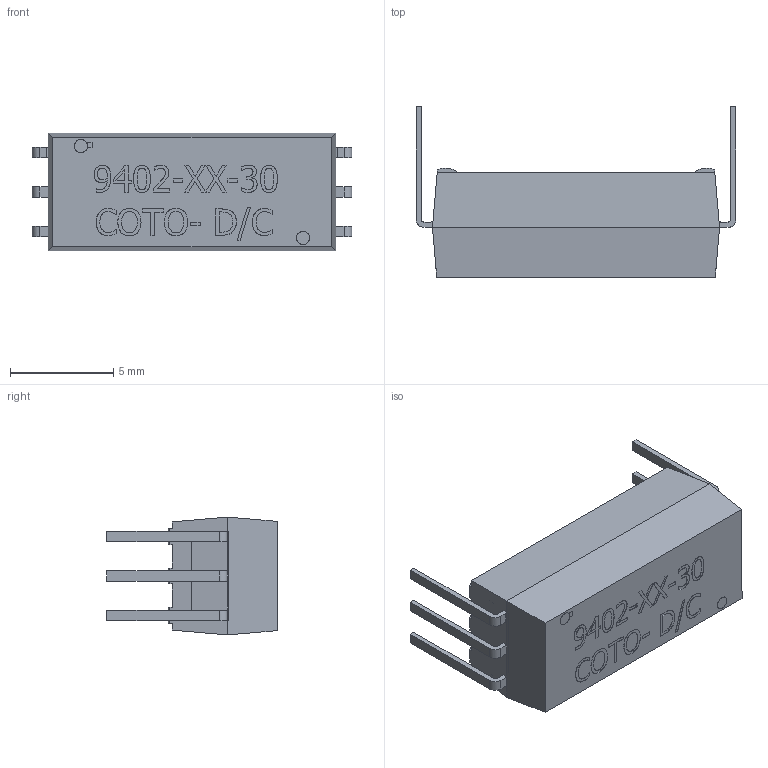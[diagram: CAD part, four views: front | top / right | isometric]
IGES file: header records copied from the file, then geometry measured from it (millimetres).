
Global section: file name: No Iges File Name specified; native system: Autodesk Inventor 2013; preprocessor: AutoDesk Inventor Iges Exporter R2013; author: odafonseca; date: 20130604.160632; units: inch
Bounding box: 15.5 x 8.26 x 5.71 mm (x, y, z)
Volume: 270.4 mm3; surface area: 587.7 mm2
Topology: 1 solids, 2 shells, 365 faces, 979 edges, 654 vertices
Faces by surface type: bspline 365
